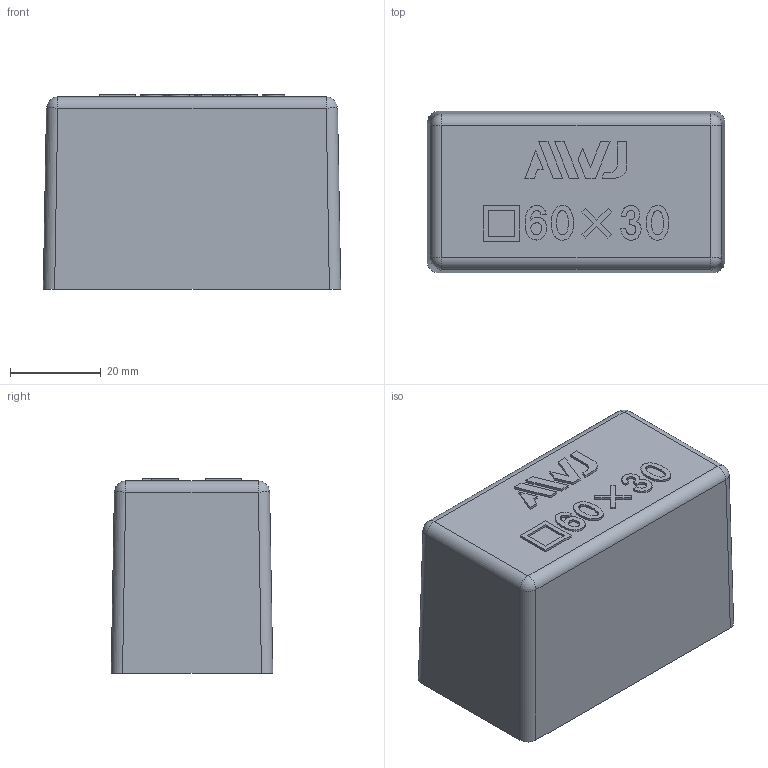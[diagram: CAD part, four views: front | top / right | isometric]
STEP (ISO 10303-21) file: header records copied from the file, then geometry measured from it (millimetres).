
FILE_DESCRIPTION( ( 'STEP AP203' ), '1' );
FILE_NAME( '60.step', '2022-07-25T04:14:08', ( ' ' ), ( ' ' ), 'XStep 1.0', ' ', ' ' );
FILE_SCHEMA( ( 'CONFIG_CONTROL_DESIGN' ) );
Length unit declared in the file: millimetre
Products named in the file (1): 1
Bounding box: 65.7 x 35.7 x 43 mm (x, y, z)
Volume: 24145.9 mm3; surface area: 19893.4 mm2
Topology: 1 solids, 1 shells, 108 faces, 258 edges, 164 vertices
Faces by surface type: plane 80, extrusion 14, cylinder 10, sphere 4
Entity records: 3436 total; most frequent: CARTESIAN_POINT 1057, ORIENTED_EDGE 500, DIRECTION 398, EDGE_CURVE 250, VECTOR 168, VERTEX_POINT 164, LINE 154, EDGE_LOOP 128
